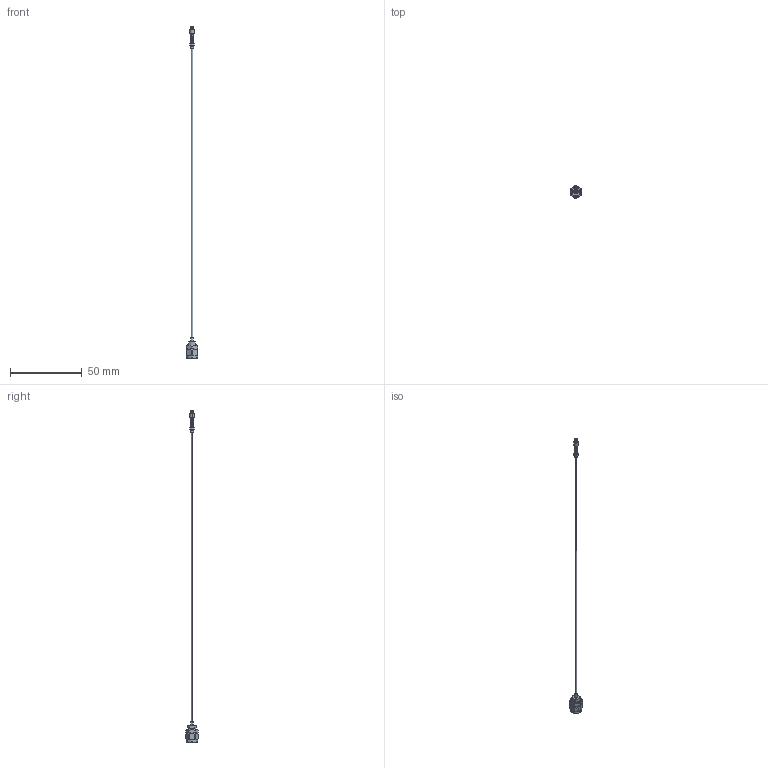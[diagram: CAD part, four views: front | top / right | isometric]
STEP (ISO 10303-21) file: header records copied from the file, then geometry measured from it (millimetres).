
FILE_DESCRIPTION (( 'STEP AP214' ), '1' );
FILE_NAME ('FMCA100367_3D.step', '2025-08-08T16:27:10', ( '' ), ( '' ), 'SwSTEP 2.0', 'SolidWorks 2022', '' );
FILE_SCHEMA (( 'AUTOMOTIVE_DESIGN' ));
Length unit declared in the file: inch
Products named in the file (8): FMCN1427; FMCA100367_3D; SMPS Female VITA 67.3 Backplane Contact for .047 Cable(002-SD3H0N-NS)3.stp; SMPS Female VITA 67.3 Backplane Contact for .047 Cable(002-SD3H0N-NS).stp; SMPS Female VITA 67.3 Backplane Contact for .047 Cable(002-SD3H0N-NS)1.stp; FM-SR047CU-COIL_no label; SMPS Female VITA 67.3 Backplane Contact for .047 Cable(002-SD3H0N-NS)2.stp; FMCN49829
Assembly tree (7 placements, depth 4):
  FMCA100367_3D
    FM-SR047CU-COIL_no label
    FMCN49829
      SMPS Female VITA 67.3 Backplane Contact for .047 Cable(002-SD3H0N-NS).stp
        SMPS Female VITA 67.3 Backplane Contact for .047 Cable(002-SD3H0N-NS)1.stp
        SMPS Female VITA 67.3 Backplane Contact for .047 Cable(002-SD3H0N-NS)2.stp
        SMPS Female VITA 67.3 Backplane Contact for .047 Cable(002-SD3H0N-NS)3.stp
    FMCN1427
Bounding box: 7.92 x 8.88 x 230.81 mm (x, y, z)
Volume: 663.4 mm3; surface area: 1680.4 mm2
Topology: 7 solids, 8 shells, 280 faces, 699 edges, 455 vertices
Faces by surface type: cylinder 112, plane 91, cone 42, torus 22, bspline 13
Entity records: 14872 total; most frequent: CARTESIAN_POINT 7532, ORIENTED_EDGE 1398, DIRECTION 1380, EDGE_CURVE 699, AXIS2_PLACEMENT_3D 567, VERTEX_POINT 455, EDGE_LOOP 312, CIRCLE 288
